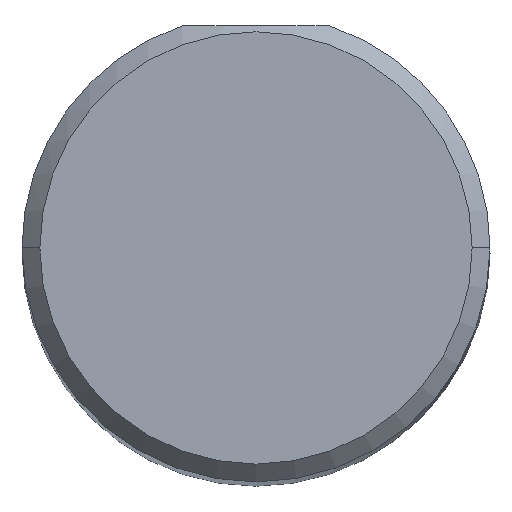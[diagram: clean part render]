
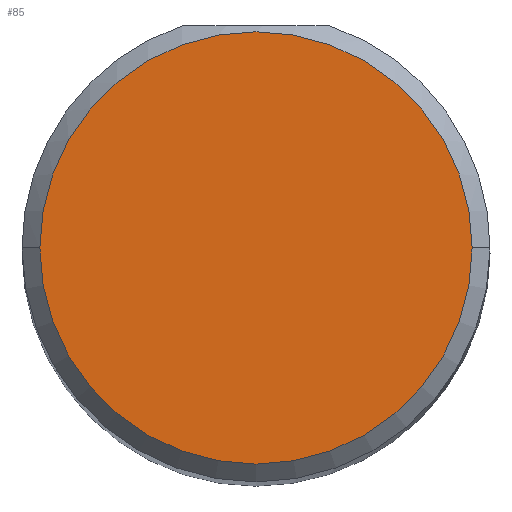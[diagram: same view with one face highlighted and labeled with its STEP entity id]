
A CAD part, top view. The second image highlights one B-rep face of the part: STEP entity #85.
In plain terms, the highlighted planar face has unit normal (0, 0, 1).
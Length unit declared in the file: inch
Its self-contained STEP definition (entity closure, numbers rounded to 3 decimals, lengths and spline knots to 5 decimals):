
#8 = EDGE_LOOP ( 'NONE', ( #390, #311 ) ) ;
#25 = FACE_OUTER_BOUND ( 'NONE', #8, .T. ) ;
#41 = EDGE_CURVE ( 'NONE', #507, #278, #411, .T. ) ;
#85 = ADVANCED_FACE ( 'NONE', ( #25 ), #99, .T. ) ;
#97 = DIRECTION ( 'NONE',  ( 0., 0., 1. ) ) ;
#99 = PLANE ( 'NONE',  #446 ) ;
#138 = CARTESIAN_POINT ( 'NONE',  ( 0., 0., 2.83465 ) ) ;
#189 = DIRECTION ( 'NONE',  ( 0., 0., 1. ) ) ;
#263 = CIRCLE ( 'NONE', #506, 0.18185 ) ;
#266 = DIRECTION ( 'NONE',  ( 1., 0., 0. ) ) ;
#278 = VERTEX_POINT ( 'NONE', #502 ) ;
#311 = ORIENTED_EDGE ( 'NONE', *, *, #41, .T. ) ;
#319 = CARTESIAN_POINT ( 'NONE',  ( 0., 0., 2.83465 ) ) ;
#353 = EDGE_CURVE ( 'NONE', #278, #507, #263, .T. ) ;
#390 = ORIENTED_EDGE ( 'NONE', *, *, #353, .T. ) ;
#411 = CIRCLE ( 'NONE', #529, 0.18185 ) ;
#446 = AXIS2_PLACEMENT_3D ( 'NONE', #522, #480, #497 ) ;
#480 = DIRECTION ( 'NONE',  ( 0., 0., 1. ) ) ;
#484 = DIRECTION ( 'NONE',  ( 1., 0., 0. ) ) ;
#495 = CARTESIAN_POINT ( 'NONE',  ( 0.18185, 0., 2.83465 ) ) ;
#497 = DIRECTION ( 'NONE',  ( 1., 0., 0. ) ) ;
#502 = CARTESIAN_POINT ( 'NONE',  ( -0.18185, 0., 2.83465 ) ) ;
#506 = AXIS2_PLACEMENT_3D ( 'NONE', #138, #97, #266 ) ;
#507 = VERTEX_POINT ( 'NONE', #495 ) ;
#522 = CARTESIAN_POINT ( 'NONE',  ( 0., 0., 2.83465 ) ) ;
#529 = AXIS2_PLACEMENT_3D ( 'NONE', #319, #189, #484 ) ;
